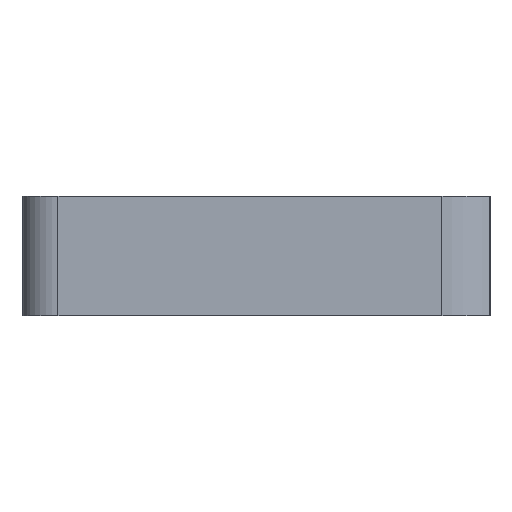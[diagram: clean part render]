
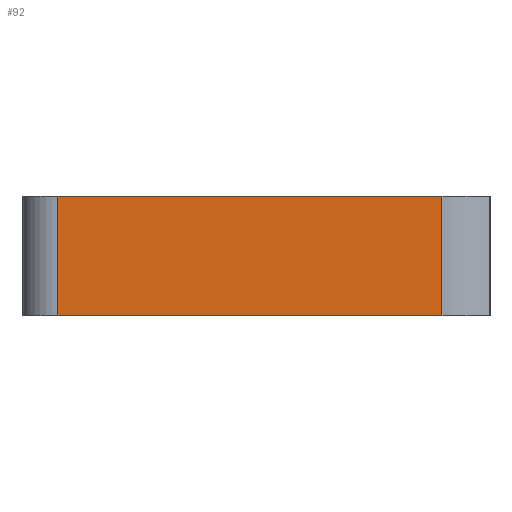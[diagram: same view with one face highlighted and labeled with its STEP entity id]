
A CAD part, left-side view. The second image highlights one B-rep face of the part: STEP entity #92.
In plain terms, the highlighted planar face has unit normal (-1, 0, 0).
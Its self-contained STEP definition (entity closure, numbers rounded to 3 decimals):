
#92=ADVANCED_FACE('',(#132),#133,.T.);
#132=FACE_OUTER_BOUND('',#176,.T.);
#133=PLANE('',#177);
#176=EDGE_LOOP('',(#305,#306,#307,#308));
#177=AXIS2_PLACEMENT_3D('',#309,#310,#311);
#305=ORIENTED_EDGE('',*,*,#424,.T.);
#306=ORIENTED_EDGE('',*,*,#425,.F.);
#307=ORIENTED_EDGE('',*,*,#426,.T.);
#308=ORIENTED_EDGE('',*,*,#422,.T.);
#309=CARTESIAN_POINT('',(-60.65,4.,0.0));
#310=DIRECTION('',(-1.0,0.,0.0));
#311=DIRECTION('',(0.,-1.0,0.0));
#422=EDGE_CURVE('',#517,#515,#518,.T.);
#424=EDGE_CURVE('',#515,#520,#521,.T.);
#425=EDGE_CURVE('',#522,#520,#523,.T.);
#426=EDGE_CURVE('',#522,#517,#524,.T.);
#515=VERTEX_POINT('',#652);
#517=VERTEX_POINT('',#654);
#518=LINE('',#655,#656);
#520=VERTEX_POINT('',#658);
#521=LINE('',#659,#660);
#522=VERTEX_POINT('',#661);
#523=LINE('',#662,#663);
#524=LINE('',#664,#665);
#652=CARTESIAN_POINT('',(-60.65,4.,10.0));
#654=CARTESIAN_POINT('',(-60.65,4.,0.0));
#655=CARTESIAN_POINT('',(-60.65,4.,0.0));
#656=VECTOR('',#752,1.0);
#658=CARTESIAN_POINT('',(-60.65,36.0,10.0));
#659=CARTESIAN_POINT('',(-60.65,36.0,10.0));
#660=VECTOR('',#756,1.0);
#661=CARTESIAN_POINT('',(-60.65,36.0,0.0));
#662=CARTESIAN_POINT('',(-60.65,36.0,0.0));
#663=VECTOR('',#757,1.0);
#664=CARTESIAN_POINT('',(-60.65,36.0,0.0));
#665=VECTOR('',#758,1.0);
#752=DIRECTION('',(0.0,0.0,1.0));
#756=DIRECTION('',(0.,1.0,0.0));
#757=DIRECTION('',(0.0,0.0,1.0));
#758=DIRECTION('',(0.,-1.0,0.0));
